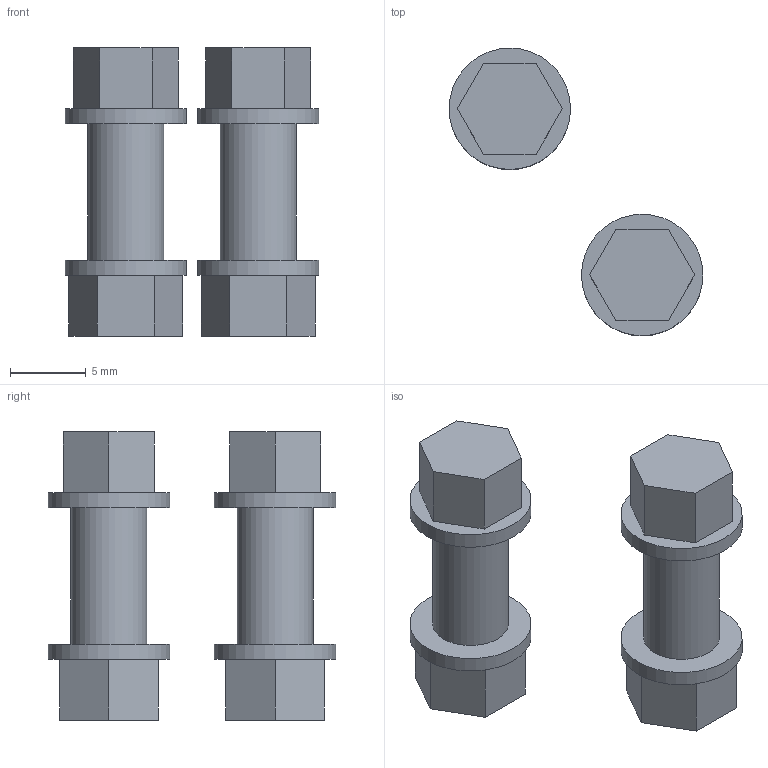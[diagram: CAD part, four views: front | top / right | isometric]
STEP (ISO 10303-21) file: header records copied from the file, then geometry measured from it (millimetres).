
FILE_DESCRIPTION( ('This file contains a STEP AP42 implementation' ,'as created by ZW3D STEP Interface translator.' ,'') ,'2;1' );
FILE_NAME( '錨窒璃淝蹈 1_2_1_1.stp' ,'251027.114726', (''), ('ZWCAD Software Co.'), 'Version 1.0', 'ZW3D to STEP translator', '' );
FILE_SCHEMA(('AUTOMOTIVE_DESIGN { 1 0 10303 214 1 1 1 1 }'));
Length unit declared in the file: millimetre
Products named in the file (6): 0; 錨窒璃淝蹈 1_2_1_1; 啋匼_1_25; 分离水箱固定螺帽.ipt; 分离水箱固定螺丝.ipt; 啋匼_2_25
Assembly tree (6 placements, depth 3):
  0
  錨窒璃淝蹈 1_2_1_1
    啋匼_1_25
      分离水箱固定螺帽.ipt
      分离水箱固定螺丝.ipt
    啋匼_2_25
      分离水箱固定螺帽.ipt
      分离水箱固定螺丝.ipt
Bounding box: 16.72 x 18.95 x 19 mm (x, y, z)
Volume: 1095.7 mm3; surface area: 1362.7 mm2
Topology: 4 solids, 4 shells, 48 faces, 118 edges, 84 vertices
Faces by surface type: plane 38, cylinder 8, cone 2
Full cylindrical faces by diameter (mm): 5 x4, 8 x4
Entity records: 926 total; most frequent: DIRECTION 159, CARTESIAN_POINT 142, ORIENTED_EDGE 118, AXIS2_PLACEMENT_3D 59, EDGE_CURVE 59, VERTEX_POINT 42, VECTOR 41, LINE 41
